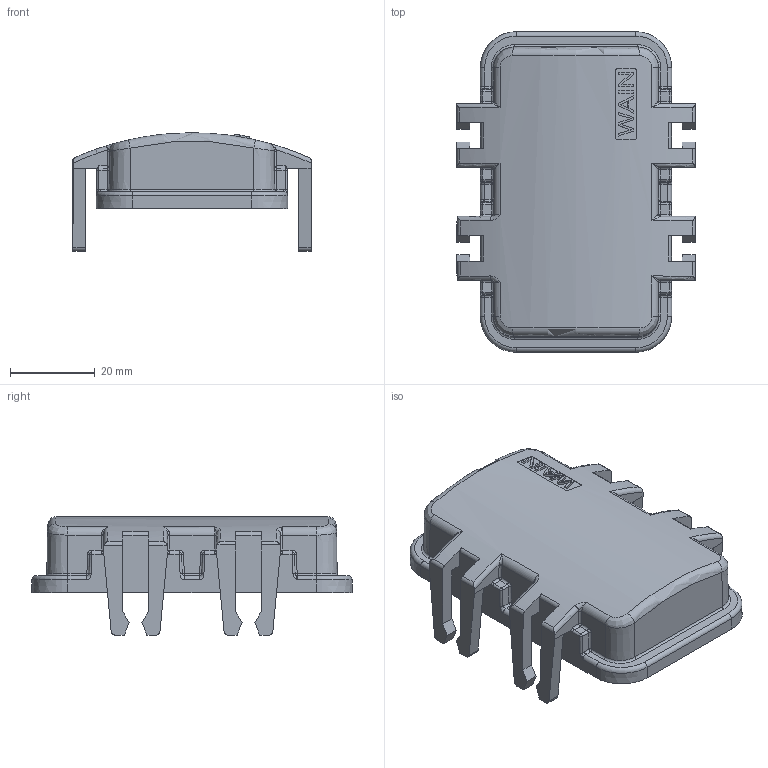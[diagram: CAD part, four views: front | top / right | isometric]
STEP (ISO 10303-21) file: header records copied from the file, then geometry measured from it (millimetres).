
FILE_DESCRIPTION((''),'2;1');
FILE_NAME('PRT0717','2020-03-06T',('zl.chen'),(''),'PRO/ENGINEER BY PARAMETRIC TECHNOLOGY CORPORATION, 2013430','PRO/ENGINEER BY PARAMETRIC TECHNOLOGY CORPORATION, 2013430','');
FILE_SCHEMA(('CONFIG_CONTROL_DESIGN','SHAPE_APPEARANCE_LAYERS_GROUPS'));
Length unit declared in the file: millimetre
Products named in the file (1): PRT0717
Bounding box: 56.28 x 75.68 x 27.94 mm (x, y, z)
Volume: 16652.9 mm3; surface area: 15639.4 mm2
Topology: 1 solids, 1 shells, 442 faces, 1132 edges, 676 vertices
Faces by surface type: plane 162, cylinder 151, torus 56, bspline 26, sphere 23, cone 20, extrusion 4
Entity records: 15474 total; most frequent: CARTESIAN_POINT 4931, ORIENTED_EDGE 2214, DIRECTION 2131, EDGE_CURVE 1107, AXIS2_PLACEMENT_3D 783, VERTEX_POINT 676, VECTOR 565, LINE 561
